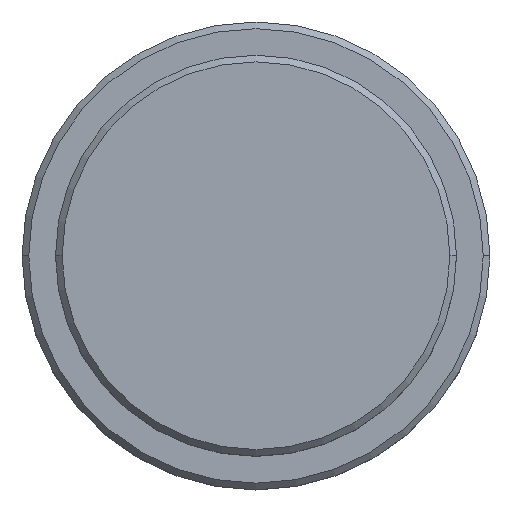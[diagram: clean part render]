
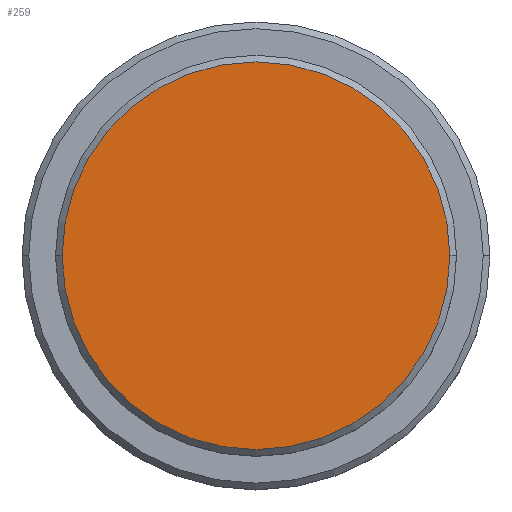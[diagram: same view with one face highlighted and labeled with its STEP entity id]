
A CAD part, top view. The second image highlights one B-rep face of the part: STEP entity #259.
In plain terms, the highlighted planar face has unit normal (0, 0, 1).
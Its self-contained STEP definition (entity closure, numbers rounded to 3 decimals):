
#76 = FACE_OUTER_BOUND ( 'NONE', #162, .T. ) ;
#86 = CIRCLE ( 'NONE', #973, 14.5 ) ;
#106 = DIRECTION ( 'NONE',  ( 0., 0., 1. ) ) ;
#114 = DIRECTION ( 'NONE',  ( 0., 0., 1. ) ) ;
#162 = EDGE_LOOP ( 'NONE', ( #880, #965 ) ) ;
#163 = DIRECTION ( 'NONE',  ( 0., 0., 1. ) ) ;
#212 = CARTESIAN_POINT ( 'NONE',  ( 0., 0., 0. ) ) ;
#259 = ADVANCED_FACE ( 'NONE', ( #76 ), #282, .T. ) ;
#282 = PLANE ( 'NONE',  #1039 ) ;
#330 = CARTESIAN_POINT ( 'NONE',  ( 0., 0., 0. ) ) ;
#391 = CARTESIAN_POINT ( 'NONE',  ( 14.5, 0., 0. ) ) ;
#419 = EDGE_CURVE ( 'NONE', #1097, #1243, #86, .T. ) ;
#539 = DIRECTION ( 'NONE',  ( 1., 0., 0. ) ) ;
#722 = CARTESIAN_POINT ( 'NONE',  ( -14.5, 0., 0. ) ) ;
#751 = DIRECTION ( 'NONE',  ( 1., 0., 0. ) ) ;
#812 = CARTESIAN_POINT ( 'NONE',  ( 0., 0., 0. ) ) ;
#880 = ORIENTED_EDGE ( 'NONE', *, *, #419, .T. ) ;
#886 = AXIS2_PLACEMENT_3D ( 'NONE', #330, #106, #751 ) ;
#965 = ORIENTED_EDGE ( 'NONE', *, *, #1150, .T. ) ;
#973 = AXIS2_PLACEMENT_3D ( 'NONE', #212, #114, #539 ) ;
#1039 = AXIS2_PLACEMENT_3D ( 'NONE', #812, #163, #1249 ) ;
#1063 = CIRCLE ( 'NONE', #886, 14.5 ) ;
#1097 = VERTEX_POINT ( 'NONE', #722 ) ;
#1150 = EDGE_CURVE ( 'NONE', #1243, #1097, #1063, .T. ) ;
#1243 = VERTEX_POINT ( 'NONE', #391 ) ;
#1249 = DIRECTION ( 'NONE',  ( 1., 0., 0. ) ) ;
